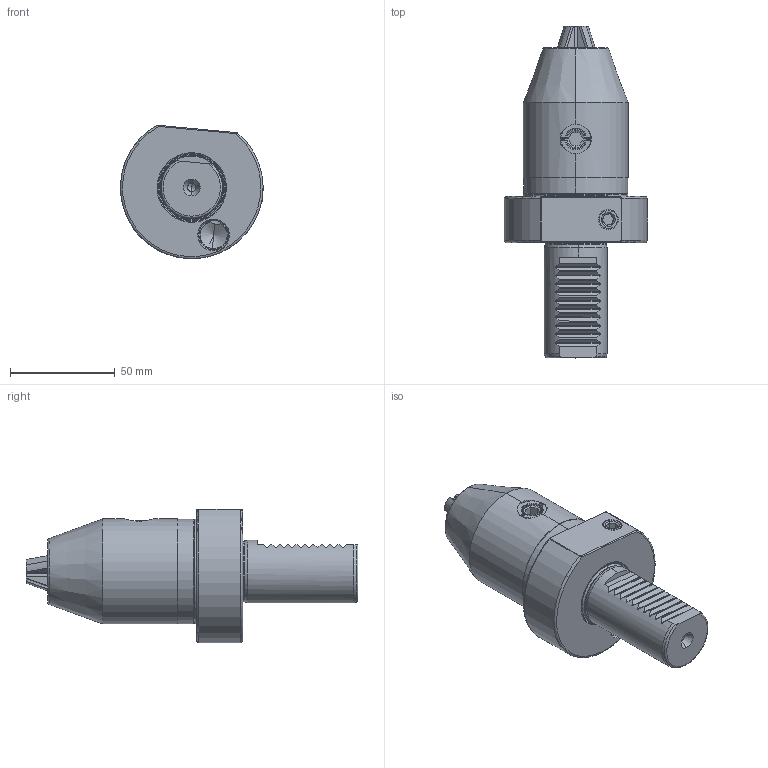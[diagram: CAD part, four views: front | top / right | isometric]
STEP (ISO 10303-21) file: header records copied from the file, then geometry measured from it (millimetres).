
FILE_DESCRIPTION (( 'STEP AP203' ), '1' );
FILE_NAME ('309.15.13-VD22033B.STEP', '2017-04-10T11:04:02', ( '' ), ( '' ), 'SwSTEP 2.0', 'SolidWorks 2013', '' );
FILE_SCHEMA (( 'CONFIG_CONTROL_DESIGN' ));
Length unit declared in the file: millimetre
Products named in the file (14): 1331404A; 1331503-03B; PB02-1101; 1331402-04D; 309.15.13-VD22033B; 1331402-05C; 1331402-06F; 1331402-08B; 1332401-103E; VD22033-01F; SB01-8001; 1331402-01E-; KR02-9096; 1331404-0200A
Assembly tree (15 placements, depth 3):
  309.15.13-VD22033B
    VD22033-01F
    1331404A
      1331402-01E-
      1331404-0200A
      1331503-03B
      1331402-04D
      1331402-05C
      1331402-06F
      1331402-08B
      1332401-103E  x3
      SB01-8001
    PB02-1101  x2
  KR02-9096
Bounding box: 68.25 x 158.3 x 63.66 mm (x, y, z)
Volume: 208216.7 mm3; surface area: 72052.8 mm2
Topology: 14 solids, 14 shells, 1059 faces, 2841 edges, 1802 vertices
Faces by surface type: cylinder 378, plane 343, cone 247, torus 74, bspline 17
Entity records: 39566 total; most frequent: CARTESIAN_POINT 15320, ORIENTED_EDGE 5278, DIRECTION 4225, EDGE_CURVE 2639, AXIS2_PLACEMENT_3D 1718, VERTEX_POINT 1688, EDGE_LOOP 1039, FACE_OUTER_BOUND 986
